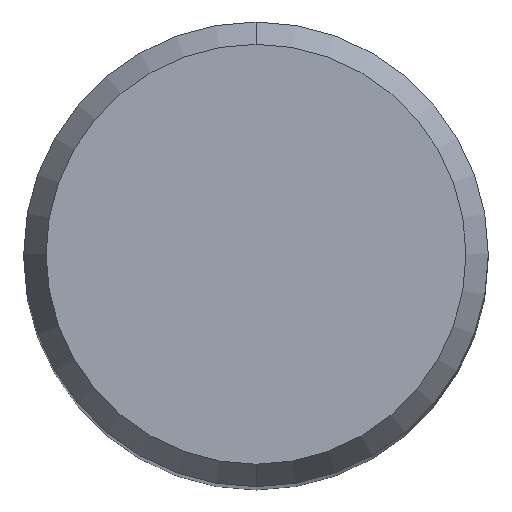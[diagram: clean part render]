
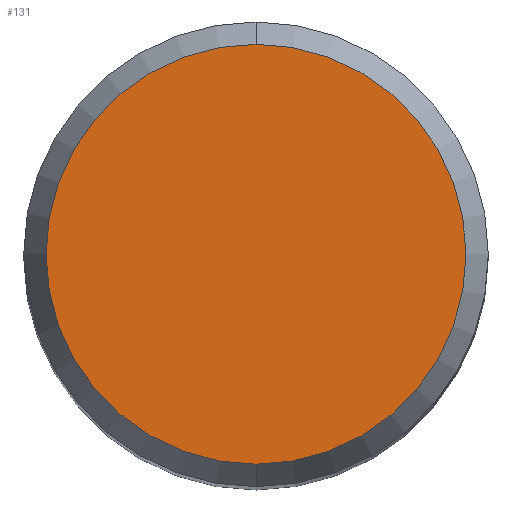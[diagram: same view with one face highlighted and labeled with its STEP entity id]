
A CAD part, top view. The second image highlights one B-rep face of the part: STEP entity #131.
In plain terms, the highlighted planar face has unit normal (0, 0, 1).
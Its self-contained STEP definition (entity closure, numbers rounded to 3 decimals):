
#113=VERTEX_POINT('',#266);
#131=ADVANCED_FACE('',(#287),#288,.T.);
#185=EDGE_CURVE('',#113,#209,#346,.T.);
#209=VERTEX_POINT('',#373);
#223=EDGE_CURVE('',#209,#113,#390,.T.);
#266=CARTESIAN_POINT('',(0.,-4.304,0.0));
#287=FACE_OUTER_BOUND('',#458,.T.);
#288=PLANE('',#459);
#346=CIRCLE('',#532,4.304);
#373=CARTESIAN_POINT('',(0.0,4.304,0.0));
#390=CIRCLE('',#589,4.304);
#458=EDGE_LOOP('',(#659,#660));
#459=AXIS2_PLACEMENT_3D('',#661,#662,#663);
#532=AXIS2_PLACEMENT_3D('',#716,#717,#718);
#589=AXIS2_PLACEMENT_3D('',#778,#779,#780);
#659=ORIENTED_EDGE('',*,*,#223,.F.);
#660=ORIENTED_EDGE('',*,*,#185,.F.);
#661=CARTESIAN_POINT('',(0.0,2.152,0.0));
#662=DIRECTION('',(-0.0,0.0,1.0));
#663=DIRECTION('',(0.0,-1.0,0.0));
#716=CARTESIAN_POINT('',(0.0,0.0,0.0));
#717=DIRECTION('',(0.0,0.0,-1.0));
#718=DIRECTION('',(0.0,1.0,0.0));
#778=CARTESIAN_POINT('',(0.0,0.0,0.0));
#779=DIRECTION('',(0.0,0.0,-1.0));
#780=DIRECTION('',(0.0,1.0,0.0));
